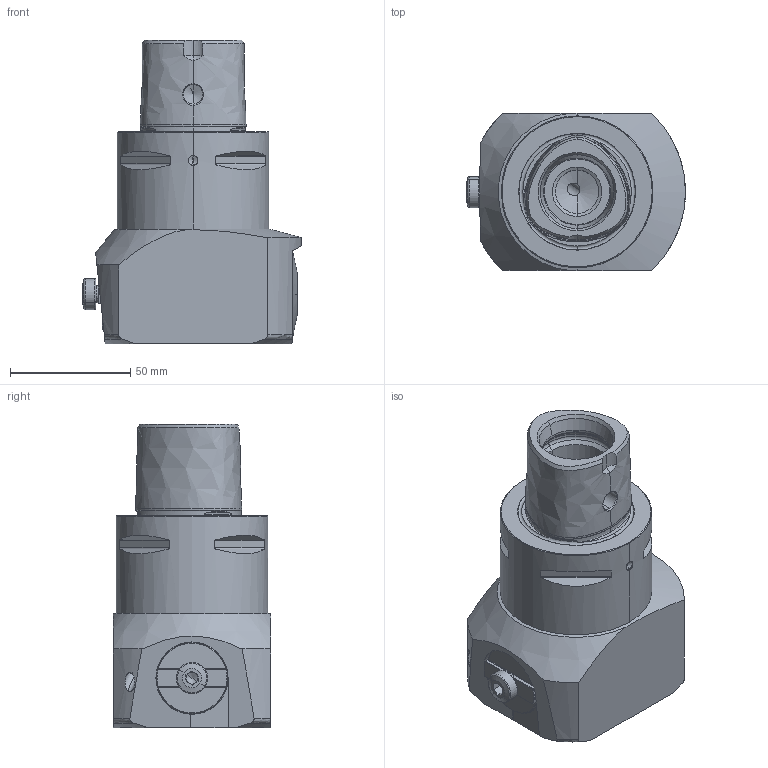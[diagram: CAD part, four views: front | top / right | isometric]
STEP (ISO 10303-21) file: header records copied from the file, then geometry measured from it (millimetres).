
FILE_DESCRIPTION(('no description'),'unknown implementation level');
FILE_NAME('39C86194-94C2-491A-A44F-12296DC9657A_export.stp',' ',('CIMSOURCE GmbH'),('CADClick - KiM GmbH - www.kimweb.de'),'unknown preprocess','ACIS','unknown authorization');
FILE_SCHEMA(('automotive_design'));
Length unit declared in the file: millimetre
Products named in the file (3): 470.602 Kaiser EWN 100-153(203) X C6|310.750 Kaiser Werkzeugtr�ger EWN 100-203_Standard;NONE; 470.602 Kaiser EWN 100-153(203) X C6|690.141 Kaiser ETL M8_SW5X16A_Standard;NONE; 470.602 Kaiser EWN 100-153(203) X C6|470.641 Kaiser Werkzeugk�rper EWN 100-203 x C6_Standard;NONE
Bounding box: 90.94 x 65.25 x 126.2 mm (x, y, z)
Volume: 383621.1 mm3; surface area: 57272.1 mm2
Topology: 3 solids, 3 shells, 238 faces, 551 edges, 324 vertices
Faces by surface type: plane 85, cylinder 61, cone 58, torus 22, bspline 12
Entity records: 19167 total; most frequent: CARTESIAN_POINT 7612, STYLED_ITEM 1108, PRESENTATION_STYLE_ASSIGNMENT 1108, COLOUR_RGB 1108, DIRECTION 1102, ORIENTED_EDGE 1086, EDGE_CURVE 543, CURVE_STYLE 543
